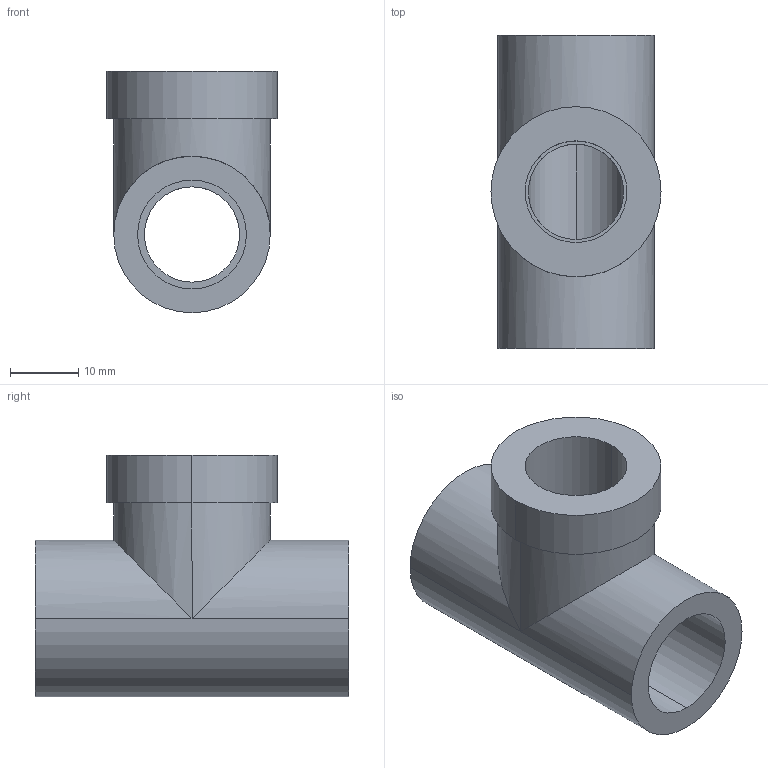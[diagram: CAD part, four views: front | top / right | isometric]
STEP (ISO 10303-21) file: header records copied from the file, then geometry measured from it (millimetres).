
FILE_DESCRIPTION(('STEP AP214'),'1');
FILE_NAME('cctmp_6C24356F-BDBA-4865-84D2-85369110EC3E_2022_03_09_13_34_35_0469..stp','2022-03-09T12:34:35',('Praher Valves GmbH'),('CADClick - www.CADClick.com'),'Spatial InterOp 3D',' ','unknown authorization');
FILE_SCHEMA(('AUTOMOTIVE_DESIGN'));
Length unit declared in the file: millimetre
Products named in the file (1): 2022_03_09_13_34_35_0469
Bounding box: 25 x 46 x 35.5 mm (x, y, z)
Volume: 14094.1 mm3; surface area: 7880.8 mm2
Topology: 1 solids, 1 shells, 24 faces, 53 edges, 34 vertices
Faces by surface type: cylinder 17, plane 7
Entity records: 903 total; most frequent: DIRECTION 137, CARTESIAN_POINT 112, ORIENTED_EDGE 106, AXIS2_PLACEMENT_3D 59, EDGE_CURVE 53, VERTEX_POINT 34, EDGE_LOOP 31, CIRCLE 28
